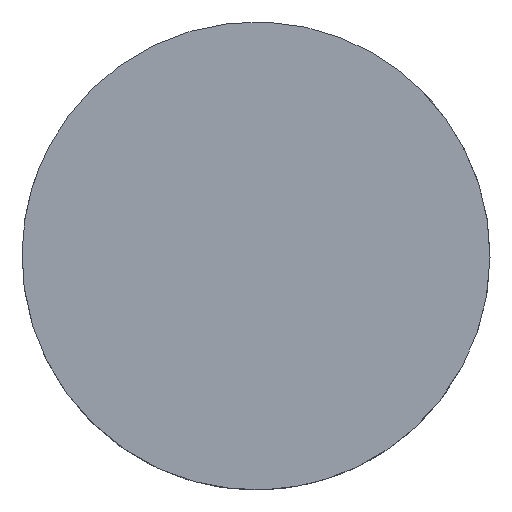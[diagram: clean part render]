
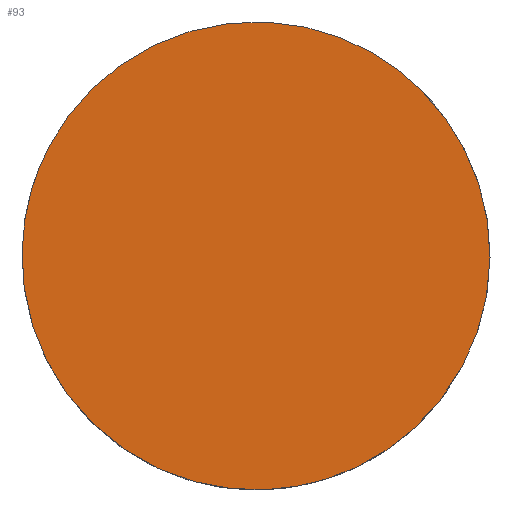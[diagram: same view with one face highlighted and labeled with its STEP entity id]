
A CAD part, left-side view. The second image highlights one B-rep face of the part: STEP entity #93.
In plain terms, the highlighted planar face has unit normal (-1, 0, 0).
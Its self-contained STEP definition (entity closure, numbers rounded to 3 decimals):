
#37=CARTESIAN_POINT('POINT4',(65.,
   -58.763,69.964));
#38=VERTEX_POINT('VERTEX4',#37);
#46=CARTESIAN_POINT('POINT5',(65.,
   -57.629,77.629));
#47=VERTEX_POINT('VERTEX5',#46);
#53=(BOUNDED_CURVE() B_SPLINE_CURVE(2,(#54,#55,#56),.UNSPECIFIED.,.F.,
   .F.) B_SPLINE_CURVE_WITH_KNOTS((3,3),(0.,0.2)
   ,.UNSPECIFIED.) CURVE() GEOMETRIC_REPRESENTATION_ITEM() 
   RATIONAL_B_SPLINE_CURVE((1.,0.7,0.76)) 
   REPRESENTATION_ITEM('SPLINE_CRV5'));
#54=CARTESIAN_POINT('',(65.,-57.629,
   77.629));
#55=CARTESIAN_POINT('',(65.,-61.041,
   74.217));
#56=CARTESIAN_POINT('',(65.,-58.763,
   69.964));
#57=EDGE_CURVE('EDGE6',#47,#38,#53,.T.);
#67=ORIENTED_EDGE('COEDGE8',*,*,#57,.F.);
#68=CARTESIAN_POINT('POINT6',(65.,
   -47.303,76.102));
#69=VERTEX_POINT('VERTEX6',#68);
#70=(BOUNDED_CURVE() B_SPLINE_CURVE(2,(#71,#72,#73),.UNSPECIFIED.,.F.,
   .F.) B_SPLINE_CURVE_WITH_KNOTS((3,3),(0.708,1.)
   ,.UNSPECIFIED.) CURVE() GEOMETRIC_REPRESENTATION_ITEM() 
   RATIONAL_B_SPLINE_CURVE((0.891,0.562,
   1.)) REPRESENTATION_ITEM('SPLINE_CRV6'));
#71=CARTESIAN_POINT('',(65.,-47.303,
   76.102));
#72=CARTESIAN_POINT('',(65.,-51.437,
   83.821));
#73=CARTESIAN_POINT('',(65.,-57.629,
   77.629));
#74=EDGE_CURVE('EDGE7',#69,#47,#70,.T.);
#75=ORIENTED_EDGE('COEDGE9',*,*,#74,.F.);
#76=(BOUNDED_CURVE() B_SPLINE_CURVE(2,(#77,#78,#79,#80,#81,#82,#83),
   .UNSPECIFIED.,.F.,.F.) B_SPLINE_CURVE_WITH_KNOTS((3,2,2,3),(
   0.2,0.333,0.667,
   0.708),.UNSPECIFIED.) CURVE() 
   GEOMETRIC_REPRESENTATION_ITEM() RATIONAL_B_SPLINE_CURVE((0.76,
   0.8,1.,0.5,1.,
   0.938,0.891)) REPRESENTATION_ITEM(
   'SPLINE_CRV7'));
#77=CARTESIAN_POINT('',(65.,-58.763,
   69.964));
#78=CARTESIAN_POINT('',(65.,-57.434,
   67.483));
#79=CARTESIAN_POINT('',(65.,-54.715,
   66.754));
#80=CARTESIAN_POINT('',(65.,-43.841,
   63.841));
#81=CARTESIAN_POINT('',(65.,-46.755,
   74.715));
#82=CARTESIAN_POINT('',(65.,-46.949,
   75.44));
#83=CARTESIAN_POINT('',(65.,-47.303,
   76.102));
#84=EDGE_CURVE('EDGE8',#38,#69,#76,.T.);
#85=ORIENTED_EDGE('COEDGE10',*,*,#84,.F.);
#86=EDGE_LOOP('NONE',(#67,#75,#85));
#87=FACE_BOUND('LOOP1',#86,.T.);
#88=CARTESIAN_POINT('POS4',(65.,-53.033
   ,73.033));
#89=DIRECTION('DIR6',(-1.,0.,
   0.));
#90=DIRECTION('DIR7',(0.,0.955,
   0.295));
#91=AXIS2_PLACEMENT_3D('AXIS3',#88,#89,#90);
#92=PLANE('PLANE2',#91);
#93=ADVANCED_FACE('FACE3',(#87),#92,.T.);
